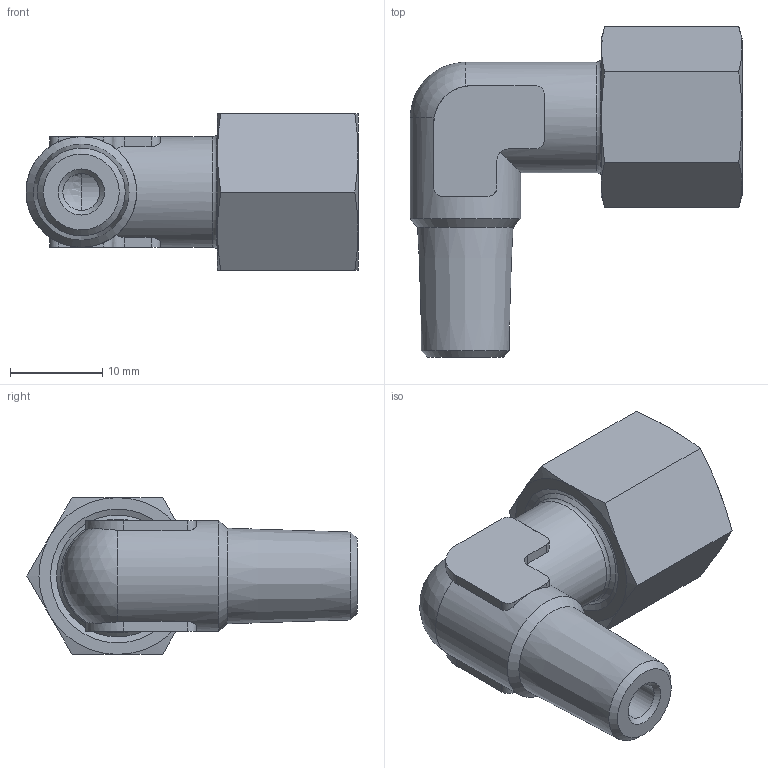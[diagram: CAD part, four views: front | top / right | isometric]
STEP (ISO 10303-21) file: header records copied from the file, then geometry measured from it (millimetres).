
FILE_DESCRIPTION(( 'OX.16.08.18.stp' ), '1');
FILE_NAME( 'OX.16.08.18.stp', '2021-02-26T18:20:26',( 'Sopra'),('sopra-pneumatic.com'), 'SwSTEP 2.0','SolidWorks 2009','' );
FILE_SCHEMA( ( 'CONFIG_CONTROL_DESIGN' ) );
Length unit declared in the file: millimetre
Products named in the file (1): _NC-WEV-08LRK 1.8 718.2401.160.20
Bounding box: 36 x 35.81 x 17 mm (x, y, z)
Volume: 6354.5 mm3; surface area: 3771 mm2
Topology: 1 solids, 1 shells, 67 faces, 165 edges, 100 vertices
Faces by surface type: plane 28, cone 19, cylinder 17, sphere 2, torus 1
Full cylindrical faces by diameter (mm): 4 x1, 6 x1, 8 x1, 12 x2
Entity records: 2070 total; most frequent: CARTESIAN_POINT 565, ORIENTED_EDGE 296, DIRECTION 292, EDGE_CURVE 148, AXIS2_PLACEMENT_3D 119, VERTEX_POINT 98, EDGE_LOOP 84, FACE_OUTER_BOUND 73
